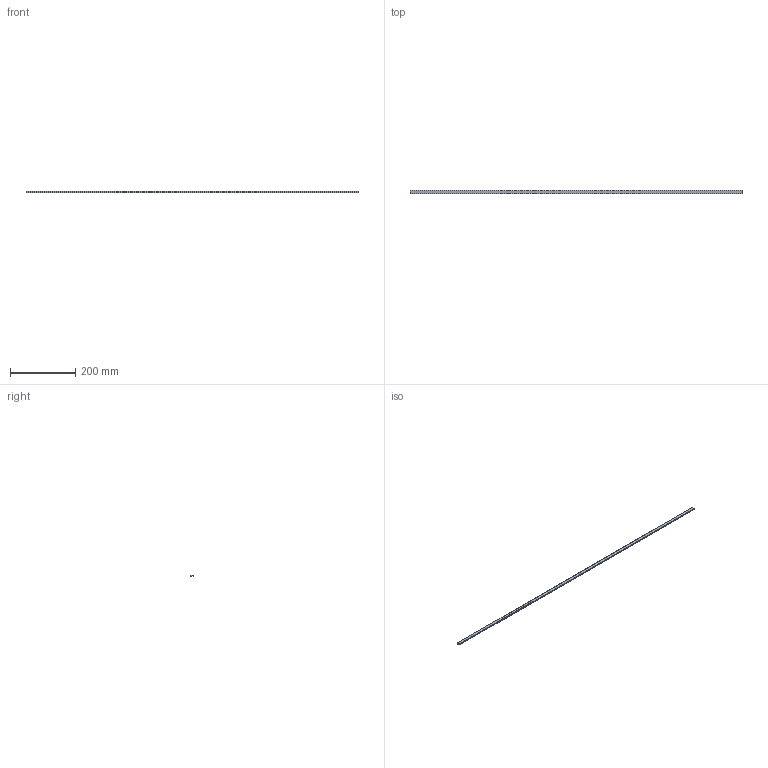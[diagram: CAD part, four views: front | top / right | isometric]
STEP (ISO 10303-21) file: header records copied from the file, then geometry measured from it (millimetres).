
FILE_DESCRIPTION( ( 'STEP AP203' ), '1' );
FILE_NAME( 'VR1-040_000_0__2_03.stp', ' ', ( ' ' ), ( ' ' ), 'PSStep 15.0.47', 'PARTsolutions', ' ' );
FILE_SCHEMA( ( 'CONFIG_CONTROL_DESIGN' ) );
Length unit declared in the file: inch
Products named in the file (2): VR1-040.000(0); _VR1-040.000_R
Assembly tree (1 placements, depth 2):
  VR1-040.000(0)
    _VR1-040.000_R
Bounding box: 1016 x 10.9 x 4.75 mm (x, y, z)
Volume: 34335 mm3; surface area: 28970.6 mm2
Topology: 1 solids, 1 shells, 15 faces, 39 edges, 26 vertices
Faces by surface type: plane 12, cylinder 3
Entity records: 538 total; most frequent: CARTESIAN_POINT 82, DIRECTION 79, ORIENTED_EDGE 78, EDGE_CURVE 39, LINE 33, VECTOR 33, VERTEX_POINT 26, AXIS2_PLACEMENT_3D 23
